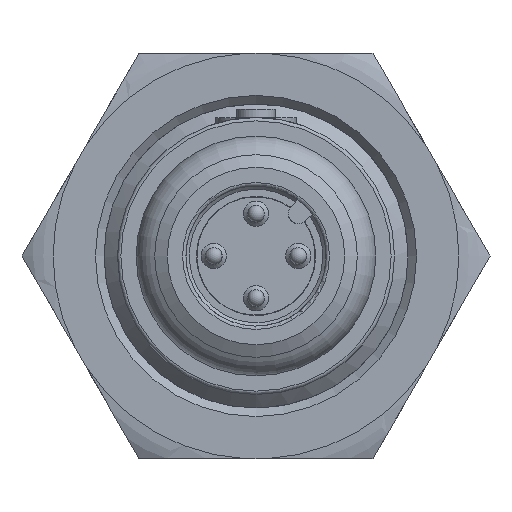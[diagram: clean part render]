
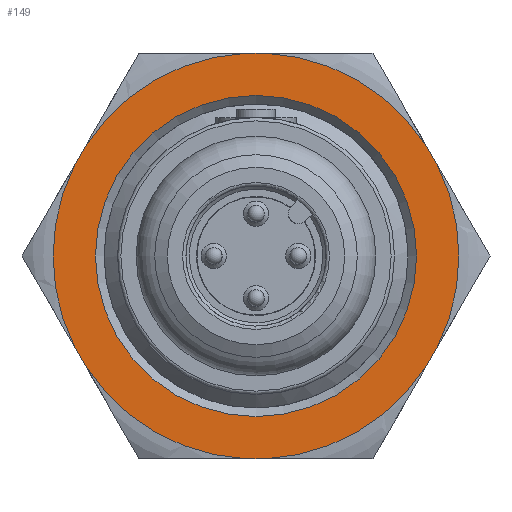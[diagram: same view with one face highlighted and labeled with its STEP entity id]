
A CAD part, front view. The second image highlights one B-rep face of the part: STEP entity #149.
In plain terms, the highlighted planar face has unit normal (0, -1, 0).
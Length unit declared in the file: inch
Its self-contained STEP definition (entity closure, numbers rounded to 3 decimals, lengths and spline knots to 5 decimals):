
#45 = ORIENTED_EDGE ( 'NONE', *, *, #431, .T. ) ;
#149 = ADVANCED_FACE ( 'NONE', ( #2990, #2362 ), #3717, .T. ) ;
#202 = CIRCLE ( 'NONE', #3872, 0.47314 ) ;
#206 = CIRCLE ( 'NONE', #3882, 0.47314 ) ;
#209 = VERTEX_POINT ( 'NONE', #1634 ) ;
#326 = VERTEX_POINT ( 'NONE', #804 ) ;
#328 = CARTESIAN_POINT ( 'NONE',  ( 0.02568, 0.43954, -0.47587 ) ) ;
#395 = VERTEX_POINT ( 'NONE', #1579 ) ;
#411 = DIRECTION ( 'NONE',  ( 0., 0., -1. ) ) ;
#419 = VECTOR ( 'NONE', #3185, 39.37008 ) ;
#431 = EDGE_CURVE ( 'NONE', #3335, #958, #202, .T. ) ;
#466 = VERTEX_POINT ( 'NONE', #3414 ) ;
#502 = DIRECTION ( 'NONE',  ( 0., 1., 0. ) ) ;
#566 = EDGE_CURVE ( 'NONE', #3830, #3361, #957, .T. ) ;
#670 = ORIENTED_EDGE ( 'NONE', *, *, #3096, .T. ) ;
#693 = DIRECTION ( 'NONE',  ( 0., -1., 0. ) ) ;
#709 = ORIENTED_EDGE ( 'NONE', *, *, #1871, .T. ) ;
#779 = EDGE_CURVE ( 'NONE', #1544, #1666, #2253, .T. ) ;
#785 = EDGE_CURVE ( 'NONE', #2163, #209, #3334, .T. ) ;
#804 = CARTESIAN_POINT ( 'NONE',  ( 0.42199, 0.43954, 0.21055 ) ) ;
#880 = ORIENTED_EDGE ( 'NONE', *, *, #3252, .T. ) ;
#957 = LINE ( 'NONE', #2643, #419 ) ;
#958 = VERTEX_POINT ( 'NONE', #3558 ) ;
#994 = CIRCLE ( 'NONE', #4046, 0.47314 ) ;
#1120 = ORIENTED_EDGE ( 'NONE', *, *, #4093, .T. ) ;
#1125 = EDGE_CURVE ( 'NONE', #209, #395, #3148, .T. ) ;
#1171 = CIRCLE ( 'NONE', #2016, 0.37433 ) ;
#1243 = CARTESIAN_POINT ( 'NONE',  ( 0., 0.43954, -0.00343 ) ) ;
#1315 = DIRECTION ( 'NONE',  ( 0., 0., -1. ) ) ;
#1336 = LINE ( 'NONE', #1947, #2019 ) ;
#1382 = EDGE_CURVE ( 'NONE', #395, #326, #2922, .T. ) ;
#1461 = ORIENTED_EDGE ( 'NONE', *, *, #566, .T. ) ;
#1477 = EDGE_CURVE ( 'NONE', #3523, #3523, #1171, .T. ) ;
#1485 = ORIENTED_EDGE ( 'NONE', *, *, #1477, .T. ) ;
#1544 = VERTEX_POINT ( 'NONE', #1866 ) ;
#1550 = DIRECTION ( 'NONE',  ( 0.5, 0., -0.866 ) ) ;
#1579 = CARTESIAN_POINT ( 'NONE',  ( 0.42199, 0.43954, -0.21741 ) ) ;
#1585 = AXIS2_PLACEMENT_3D ( 'NONE', #2082, #693, #411 ) ;
#1595 = DIRECTION ( 'NONE',  ( 0., -1., 0. ) ) ;
#1618 = AXIS2_PLACEMENT_3D ( 'NONE', #2104, #2699, #2742 ) ;
#1634 = CARTESIAN_POINT ( 'NONE',  ( 0.39631, 0.43954, -0.26189 ) ) ;
#1654 = CARTESIAN_POINT ( 'NONE',  ( -0.02568, 0.43954, -0.47587 ) ) ;
#1664 = AXIS2_PLACEMENT_3D ( 'NONE', #1243, #2655, #3573 ) ;
#1666 = VERTEX_POINT ( 'NONE', #2461 ) ;
#1751 = DIRECTION ( 'NONE',  ( 1., 0., 0. ) ) ;
#1801 = VECTOR ( 'NONE', #2195, 39.37008 ) ;
#1811 = VECTOR ( 'NONE', #3146, 39.37008 ) ;
#1819 = CARTESIAN_POINT ( 'NONE',  ( 0.27276, 0.43954, 0.46901 ) ) ;
#1835 = EDGE_LOOP ( 'NONE', ( #1120, #2996, #3449, #2347, #709, #45, #880, #2123, #1461, #3686, #3002, #670 ) ) ;
#1845 = EDGE_CURVE ( 'NONE', #466, #3830, #206, .T. ) ;
#1866 = CARTESIAN_POINT ( 'NONE',  ( -0.42199, 0.43954, -0.21741 ) ) ;
#1871 = EDGE_CURVE ( 'NONE', #326, #3335, #1336, .T. ) ;
#1947 = CARTESIAN_POINT ( 'NONE',  ( 0.54553, 0.43954, -0.00343 ) ) ;
#1995 = CARTESIAN_POINT ( 'NONE',  ( 0., 0.43954, -0.00343 ) ) ;
#2011 = DIRECTION ( 'NONE',  ( 0., -1., 0. ) ) ;
#2016 = AXIS2_PLACEMENT_3D ( 'NONE', #2860, #502, #2790 ) ;
#2019 = VECTOR ( 'NONE', #3922, 39.37008 ) ;
#2056 = CIRCLE ( 'NONE', #1618, 0.47314 ) ;
#2082 = CARTESIAN_POINT ( 'NONE',  ( 0., 0.43954, -0.00343 ) ) ;
#2104 = CARTESIAN_POINT ( 'NONE',  ( 0., 0.43954, -0.00343 ) ) ;
#2123 = ORIENTED_EDGE ( 'NONE', *, *, #1845, .T. ) ;
#2163 = VERTEX_POINT ( 'NONE', #328 ) ;
#2195 = DIRECTION ( 'NONE',  ( 0.5, 0., 0.866 ) ) ;
#2253 = LINE ( 'NONE', #3941, #2648 ) ;
#2319 = DIRECTION ( 'NONE',  ( 0., 0., -1. ) ) ;
#2347 = ORIENTED_EDGE ( 'NONE', *, *, #1382, .T. ) ;
#2362 = FACE_OUTER_BOUND ( 'NONE', #1835, .T. ) ;
#2461 = CARTESIAN_POINT ( 'NONE',  ( -0.39631, 0.43954, -0.26189 ) ) ;
#2492 = CARTESIAN_POINT ( 'NONE',  ( 0., 0.43954, -0.37776 ) ) ;
#2605 = VERTEX_POINT ( 'NONE', #1654 ) ;
#2643 = CARTESIAN_POINT ( 'NONE',  ( -0.27276, 0.43954, 0.46901 ) ) ;
#2648 = VECTOR ( 'NONE', #1550, 39.37008 ) ;
#2655 = DIRECTION ( 'NONE',  ( 0., -1., 0. ) ) ;
#2656 = CARTESIAN_POINT ( 'NONE',  ( 0.39631, 0.43954, 0.25503 ) ) ;
#2670 = CARTESIAN_POINT ( 'NONE',  ( -0.39631, 0.43954, 0.25503 ) ) ;
#2699 = DIRECTION ( 'NONE',  ( 0., -1., 0. ) ) ;
#2742 = DIRECTION ( 'NONE',  ( 0., 0., -1. ) ) ;
#2790 = DIRECTION ( 'NONE',  ( 0., 0., -1. ) ) ;
#2860 = CARTESIAN_POINT ( 'NONE',  ( 0., 0.43954, -0.00343 ) ) ;
#2922 = CIRCLE ( 'NONE', #1585, 0.47314 ) ;
#2990 = FACE_BOUND ( 'NONE', #3685, .T. ) ;
#2996 = ORIENTED_EDGE ( 'NONE', *, *, #785, .T. ) ;
#3002 = ORIENTED_EDGE ( 'NONE', *, *, #779, .T. ) ;
#3096 = EDGE_CURVE ( 'NONE', #1666, #2605, #2056, .T. ) ;
#3146 = DIRECTION ( 'NONE',  ( -1., 0., 0. ) ) ;
#3148 = LINE ( 'NONE', #3189, #1801 ) ;
#3185 = DIRECTION ( 'NONE',  ( -0.5, 0., -0.866 ) ) ;
#3189 = CARTESIAN_POINT ( 'NONE',  ( 0.27276, 0.43954, -0.47587 ) ) ;
#3252 = EDGE_CURVE ( 'NONE', #958, #466, #4187, .T. ) ;
#3334 = CIRCLE ( 'NONE', #1664, 0.47314 ) ;
#3335 = VERTEX_POINT ( 'NONE', #2656 ) ;
#3339 = CARTESIAN_POINT ( 'NONE',  ( 0., 0.43954, -0.00343 ) ) ;
#3361 = VERTEX_POINT ( 'NONE', #3594 ) ;
#3362 = CARTESIAN_POINT ( 'NONE',  ( -0.27276, 0.43954, -0.47587 ) ) ;
#3414 = CARTESIAN_POINT ( 'NONE',  ( -0.02568, 0.43954, 0.46901 ) ) ;
#3426 = LINE ( 'NONE', #3362, #3906 ) ;
#3449 = ORIENTED_EDGE ( 'NONE', *, *, #1125, .T. ) ;
#3523 = VERTEX_POINT ( 'NONE', #2492 ) ;
#3558 = CARTESIAN_POINT ( 'NONE',  ( 0.02568, 0.43954, 0.46901 ) ) ;
#3573 = DIRECTION ( 'NONE',  ( 0., 0., -1. ) ) ;
#3583 = DIRECTION ( 'NONE',  ( 0., -1., 0. ) ) ;
#3594 = CARTESIAN_POINT ( 'NONE',  ( -0.42199, 0.43954, 0.21055 ) ) ;
#3679 = DIRECTION ( 'NONE',  ( 0., 0., -1. ) ) ;
#3685 = EDGE_LOOP ( 'NONE', ( #1485 ) ) ;
#3686 = ORIENTED_EDGE ( 'NONE', *, *, #3785, .T. ) ;
#3717 = PLANE ( 'NONE',  #3869 ) ;
#3785 = EDGE_CURVE ( 'NONE', #3361, #1544, #994, .T. ) ;
#3830 = VERTEX_POINT ( 'NONE', #2670 ) ;
#3869 = AXIS2_PLACEMENT_3D ( 'NONE', #3339, #2011, #3679 ) ;
#3872 = AXIS2_PLACEMENT_3D ( 'NONE', #4241, #3583, #4262 ) ;
#3882 = AXIS2_PLACEMENT_3D ( 'NONE', #1995, #1595, #1315 ) ;
#3906 = VECTOR ( 'NONE', #1751, 39.37008 ) ;
#3922 = DIRECTION ( 'NONE',  ( -0.5, 0., 0.866 ) ) ;
#3941 = CARTESIAN_POINT ( 'NONE',  ( -0.54553, 0.43954, -0.00343 ) ) ;
#4006 = DIRECTION ( 'NONE',  ( 0., -1., 0. ) ) ;
#4046 = AXIS2_PLACEMENT_3D ( 'NONE', #4272, #4006, #2319 ) ;
#4093 = EDGE_CURVE ( 'NONE', #2605, #2163, #3426, .T. ) ;
#4187 = LINE ( 'NONE', #1819, #1811 ) ;
#4241 = CARTESIAN_POINT ( 'NONE',  ( 0., 0.43954, -0.00343 ) ) ;
#4262 = DIRECTION ( 'NONE',  ( 0., 0., -1. ) ) ;
#4272 = CARTESIAN_POINT ( 'NONE',  ( 0., 0.43954, -0.00343 ) ) ;
